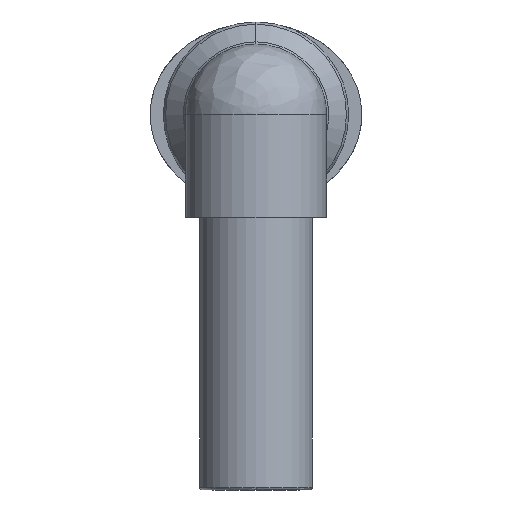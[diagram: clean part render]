
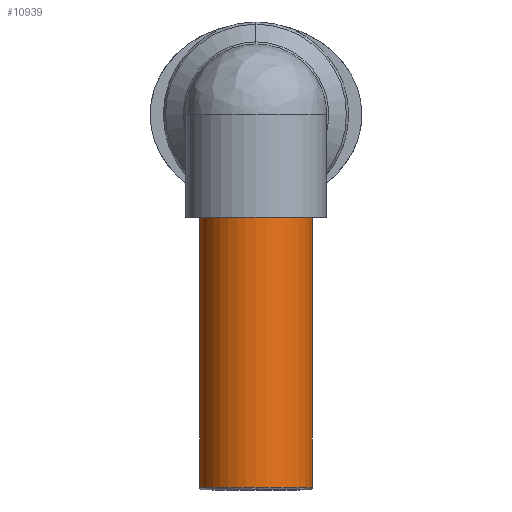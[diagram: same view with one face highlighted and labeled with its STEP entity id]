
A CAD part, left-side view. The second image highlights one B-rep face of the part: STEP entity #10939.
In plain terms, the highlighted cylindrical face has radius 6 mm (diameter 12 mm), a partial arc.
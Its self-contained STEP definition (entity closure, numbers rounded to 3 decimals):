
#261 = EDGE_LOOP ( 'NONE', ( #3397, #3678, #7437, #8187, #6454 ) ) ;
#662 = CARTESIAN_POINT ( 'NONE',  ( -2., 0., -25.4 ) ) ;
#963 = CARTESIAN_POINT ( 'NONE',  ( -2., 0., -10.9 ) ) ;
#1495 = DIRECTION ( 'NONE',  ( 0., 0., -1. ) ) ;
#1856 = VECTOR ( 'NONE', #9155, 1000. ) ;
#2349 = DIRECTION ( 'NONE',  ( 0., 0., 1. ) ) ;
#2657 = LINE ( 'NONE', #3345, #9361 ) ;
#2778 = VERTEX_POINT ( 'NONE', #9222 ) ;
#2858 = AXIS2_PLACEMENT_3D ( 'NONE', #662, #13272, #8980 ) ;
#3031 = DIRECTION ( 'NONE',  ( 0., -1., 0. ) ) ;
#3345 = CARTESIAN_POINT ( 'NONE',  ( -2., -6., -25.4 ) ) ;
#3375 = CARTESIAN_POINT ( 'NONE',  ( -2., 0., -39.6 ) ) ;
#3397 = ORIENTED_EDGE ( 'NONE', *, *, #8323, .F. ) ;
#3450 = AXIS2_PLACEMENT_3D ( 'NONE', #963, #9301, #3031 ) ;
#3581 = CARTESIAN_POINT ( 'NONE',  ( -2., 0., -39.6 ) ) ;
#3678 = ORIENTED_EDGE ( 'NONE', *, *, #4751, .F. ) ;
#4444 = DIRECTION ( 'NONE',  ( 0., 0., -1. ) ) ;
#4751 = EDGE_CURVE ( 'NONE', #2778, #7990, #6926, .T. ) ;
#5084 = CARTESIAN_POINT ( 'NONE',  ( -2., -6., -39.6 ) ) ;
#5115 = VERTEX_POINT ( 'NONE', #10285 ) ;
#5234 = CIRCLE ( 'NONE', #3450, 6. ) ;
#5702 = AXIS2_PLACEMENT_3D ( 'NONE', #3581, #1495, #8824 ) ;
#6454 = ORIENTED_EDGE ( 'NONE', *, *, #12094, .T. ) ;
#6512 = AXIS2_PLACEMENT_3D ( 'NONE', #3375, #4444, #12787 ) ;
#6926 = CIRCLE ( 'NONE', #6512, 6. ) ;
#7437 = ORIENTED_EDGE ( 'NONE', *, *, #7675, .F. ) ;
#7465 = CARTESIAN_POINT ( 'NONE',  ( -2., 6., -39.6 ) ) ;
#7675 = EDGE_CURVE ( 'NONE', #9801, #2778, #9879, .T. ) ;
#7990 = VERTEX_POINT ( 'NONE', #7465 ) ;
#8187 = ORIENTED_EDGE ( 'NONE', *, *, #9322, .T. ) ;
#8323 = EDGE_CURVE ( 'NONE', #7990, #5115, #8718, .T. ) ;
#8718 = LINE ( 'NONE', #10155, #1856 ) ;
#8824 = DIRECTION ( 'NONE',  ( 1., 0., 0. ) ) ;
#8980 = DIRECTION ( 'NONE',  ( 0., -1., 0. ) ) ;
#9131 = CARTESIAN_POINT ( 'NONE',  ( -2., -6., -10.9 ) ) ;
#9155 = DIRECTION ( 'NONE',  ( 0., 0., 1. ) ) ;
#9222 = CARTESIAN_POINT ( 'NONE',  ( -8., 0., -39.6 ) ) ;
#9286 = CYLINDRICAL_SURFACE ( 'NONE', #2858, 6. ) ;
#9301 = DIRECTION ( 'NONE',  ( 0., 0., -1. ) ) ;
#9322 = EDGE_CURVE ( 'NONE', #9801, #12003, #2657, .T. ) ;
#9361 = VECTOR ( 'NONE', #2349, 1000. ) ;
#9801 = VERTEX_POINT ( 'NONE', #5084 ) ;
#9879 = CIRCLE ( 'NONE', #5702, 6. ) ;
#10155 = CARTESIAN_POINT ( 'NONE',  ( -2., 6., -25.4 ) ) ;
#10285 = CARTESIAN_POINT ( 'NONE',  ( -2., 6., -10.9 ) ) ;
#10939 = ADVANCED_FACE ( 'NONE', ( #11344 ), #9286, .T. ) ;
#11344 = FACE_OUTER_BOUND ( 'NONE', #261, .T. ) ;
#12003 = VERTEX_POINT ( 'NONE', #9131 ) ;
#12094 = EDGE_CURVE ( 'NONE', #12003, #5115, #5234, .T. ) ;
#12787 = DIRECTION ( 'NONE',  ( 1., 0., 0. ) ) ;
#13272 = DIRECTION ( 'NONE',  ( 0., 0., 1. ) ) ;
